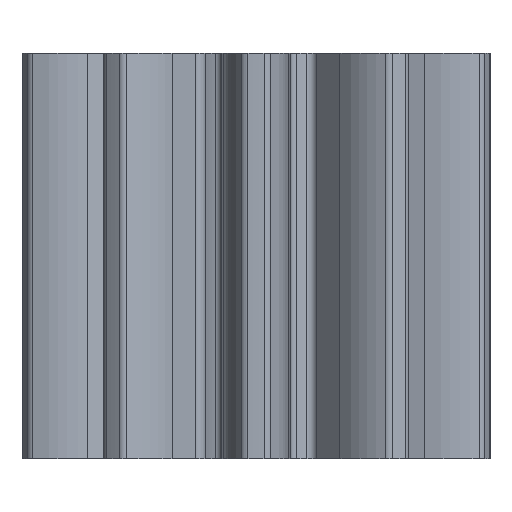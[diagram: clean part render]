
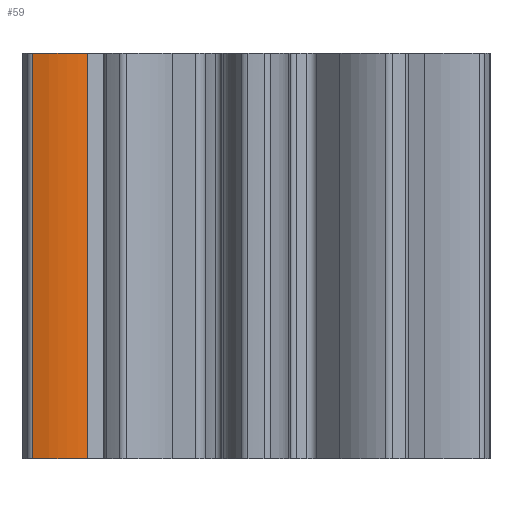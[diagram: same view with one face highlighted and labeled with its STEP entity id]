
A CAD part, front view. The second image highlights one B-rep face of the part: STEP entity #59.
In plain terms, the highlighted free-form (B-spline) face has degree [3, 1] with [5, 2] control points.
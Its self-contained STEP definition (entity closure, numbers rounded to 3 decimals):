
#59 = ADVANCED_FACE ( 'NONE', ( #2500 ), #2579, .F. ) ;
#323 = VERTEX_POINT ( 'NONE', #3785 ) ;
#324 = VERTEX_POINT ( 'NONE', #3786 ) ;
#325 = VERTEX_POINT ( 'NONE', #3787 ) ;
#326 = VERTEX_POINT ( 'NONE', #3788 ) ;
#508 = EDGE_LOOP ( 'NONE', ( #3068, #3070, #3069, #3071 ) ) ;
#816 = LINE ( 'NONE', #817, #2524 ) ;
#817 = CARTESIAN_POINT ( 'NONE',  ( -2.758, -1.082, 5. ) ) ;
#818 = DIRECTION ( 'NONE',  ( 0., 0., -1. ) ) ;
#824 = CARTESIAN_POINT ( 'NONE',  ( -2.758, -1.082, 0. ) ) ;
#825 = LINE ( 'NONE', #826, #2527 ) ;
#826 = CARTESIAN_POINT ( 'NONE',  ( -2.077, -1.098, 5. ) ) ;
#827 = DIRECTION ( 'NONE',  ( 0., 0., -1. ) ) ;
#828 = CARTESIAN_POINT ( 'NONE',  ( -2.649, -1.117, 0. ) ) ;
#829 = CARTESIAN_POINT ( 'NONE',  ( -2.419, -1.158, 0. ) ) ;
#830 = CARTESIAN_POINT ( 'NONE',  ( -2.188, -1.128, 0. ) ) ;
#831 = CARTESIAN_POINT ( 'NONE',  ( -2.077, -1.098, 0. ) ) ;
#832 = CARTESIAN_POINT ( 'NONE',  ( -2.758, -1.082, 5. ) ) ;
#833 = CARTESIAN_POINT ( 'NONE',  ( -2.649, -1.117, 5. ) ) ;
#834 = CARTESIAN_POINT ( 'NONE',  ( -2.419, -1.158, 5. ) ) ;
#835 = CARTESIAN_POINT ( 'NONE',  ( -2.188, -1.128, 5. ) ) ;
#836 = CARTESIAN_POINT ( 'NONE',  ( -2.077, -1.098, 5. ) ) ;
#1726 = B_SPLINE_CURVE_WITH_KNOTS ( 'NONE', 3,
 ( #832, #833, #834, #835, #836 ),
 .UNSPECIFIED., .F., .F.,
 ( 4, 1, 4 ),
 ( 0., 6.93, 13.909 ),
 .UNSPECIFIED. ) ;
#1740 = B_SPLINE_CURVE_WITH_KNOTS ( 'NONE', 3,
 ( #824, #828, #829, #830, #831 ),
 .UNSPECIFIED., .F., .F.,
 ( 4, 1, 4 ),
 ( 0., 6.93, 13.909 ),
 .UNSPECIFIED. ) ;
#2500 = FACE_OUTER_BOUND ( 'NONE', #508, .T. ) ;
#2524 = VECTOR ( 'NONE', #818, 1000. ) ;
#2527 = VECTOR ( 'NONE', #827, 1000. ) ;
#2579 = B_SPLINE_SURFACE_WITH_KNOTS ( 'NONE', 3, 1, ( 
 ( #3622, #3623 ),
 ( #3624, #3625 ),
 ( #3626, #3627 ),
 ( #3628, #3629 ),
 ( #3630, #3631 ) ),
 .UNSPECIFIED., .F., .F., .F.,
 ( 4, 1, 4 ),
 ( 2, 2 ),
 ( 0., 6.93, 13.909 ),
 ( 0., 1. ),
 .UNSPECIFIED. ) ;
#2656 = EDGE_CURVE ( 'NONE', #324, #323, #816, .T. ) ;
#2659 = EDGE_CURVE ( 'NONE', #326, #325, #825, .T. ) ;
#2660 = EDGE_CURVE ( 'NONE', #323, #325, #1740, .T. ) ;
#2661 = EDGE_CURVE ( 'NONE', #324, #326, #1726, .T. ) ;
#3068 = ORIENTED_EDGE ( 'NONE', *, *, #2660, .T. ) ;
#3069 = ORIENTED_EDGE ( 'NONE', *, *, #2661, .F. ) ;
#3070 = ORIENTED_EDGE ( 'NONE', *, *, #2659, .F. ) ;
#3071 = ORIENTED_EDGE ( 'NONE', *, *, #2656, .T. ) ;
#3622 = CARTESIAN_POINT ( 'NONE',  ( -2.758, -1.082, 5. ) ) ;
#3623 = CARTESIAN_POINT ( 'NONE',  ( -2.758, -1.082, 0. ) ) ;
#3624 = CARTESIAN_POINT ( 'NONE',  ( -2.649, -1.117, 5. ) ) ;
#3625 = CARTESIAN_POINT ( 'NONE',  ( -2.649, -1.117, 0. ) ) ;
#3626 = CARTESIAN_POINT ( 'NONE',  ( -2.419, -1.158, 5. ) ) ;
#3627 = CARTESIAN_POINT ( 'NONE',  ( -2.419, -1.158, 0. ) ) ;
#3628 = CARTESIAN_POINT ( 'NONE',  ( -2.188, -1.128, 5. ) ) ;
#3629 = CARTESIAN_POINT ( 'NONE',  ( -2.188, -1.128, 0. ) ) ;
#3630 = CARTESIAN_POINT ( 'NONE',  ( -2.077, -1.098, 5. ) ) ;
#3631 = CARTESIAN_POINT ( 'NONE',  ( -2.077, -1.098, 0. ) ) ;
#3785 = CARTESIAN_POINT ( 'NONE',  ( -2.758, -1.082, 0. ) ) ;
#3786 = CARTESIAN_POINT ( 'NONE',  ( -2.758, -1.082, 5. ) ) ;
#3787 = CARTESIAN_POINT ( 'NONE',  ( -2.077, -1.098, 0. ) ) ;
#3788 = CARTESIAN_POINT ( 'NONE',  ( -2.077, -1.098, 5. ) ) ;
